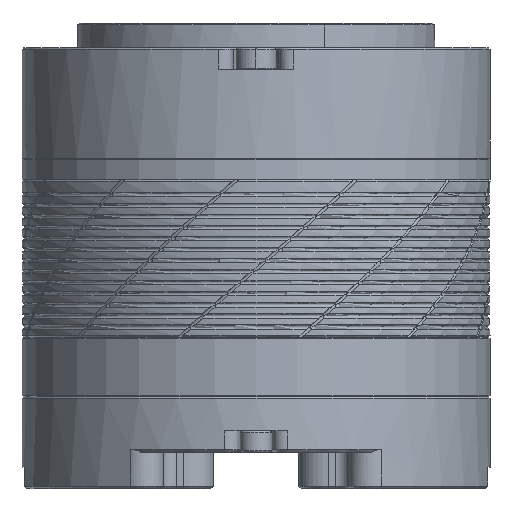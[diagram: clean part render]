
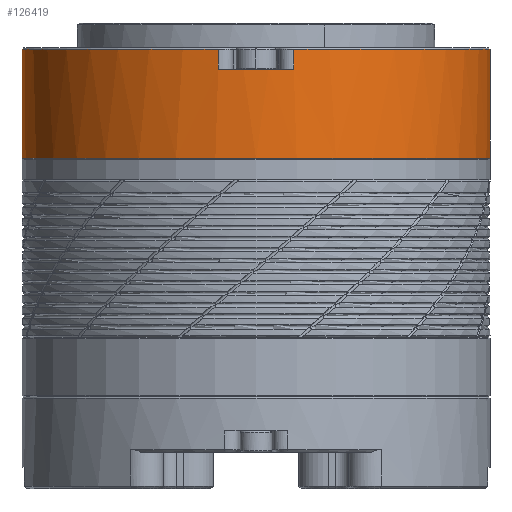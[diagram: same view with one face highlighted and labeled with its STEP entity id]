
A CAD part, left-side view. The second image highlights one B-rep face of the part: STEP entity #126419.
In plain terms, the highlighted cylindrical face has radius 27.5 mm (diameter 55 mm), a partial arc.
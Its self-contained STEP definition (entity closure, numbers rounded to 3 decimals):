
#39660=CARTESIAN_POINT('',(0.,0.,13.05));
#39661=DIRECTION('',(0.,0.,1.));
#39662=DIRECTION('',(0.,1.,0.));
#39663=AXIS2_PLACEMENT_3D('',#39660,#39661,#39662);
#39669=DIRECTION('',(0.,0.,-1.));
#39670=VECTOR('',#39669,2.35);
#39671=CARTESIAN_POINT('',(-27.139,4.441,
25.85));
#39672=LINE('',#39671,#39670);
#39673=DIRECTION('',(0.,0.,1.));
#39674=VECTOR('',#39673,2.35);
#39675=CARTESIAN_POINT('',(-27.139,-4.441,23.5));
#39676=LINE('',#39675,#39674);
#39677=DIRECTION('',(0.,0.,1.));
#39678=VECTOR('',#39677,12.8);
#39679=CARTESIAN_POINT('',(0.,27.5,
13.05));
#39680=LINE('',#39679,#39678);
#39681=CARTESIAN_POINT('',(0.,0.,25.85));
#39682=DIRECTION('',(0.,0.,-1.));
#39683=DIRECTION('',(-0.987,0.161,0.));
#39684=AXIS2_PLACEMENT_3D('',#39681,#39682,#39683);
#39695=DIRECTION('',(0.,0.,1.));
#39696=VECTOR('',#39695,12.8);
#39697=CARTESIAN_POINT('',(0.,-27.5,
13.05));
#39698=LINE('',#39697,#39696);
#39712=CARTESIAN_POINT('',(0.,0.,25.85));
#39713=DIRECTION('',(0.,0.,-1.));
#39714=DIRECTION('',(0.,-1.,0.));
#39715=AXIS2_PLACEMENT_3D('',#39712,#39713,#39714);
#40500=CARTESIAN_POINT('',(0.,0.,23.5));
#40501=DIRECTION('',(0.,0.,-1.));
#40502=DIRECTION('',(-0.987,-0.161,0.));
#40503=AXIS2_PLACEMENT_3D('',#40500,#40501,#40502);
#59036=CARTESIAN_POINT('',(0.,-27.5,
13.05));
#59037=VERTEX_POINT('',#59036);
#59038=CARTESIAN_POINT('',(0.,27.5,
13.05));
#59039=VERTEX_POINT('',#59038);
#59040=CARTESIAN_POINT('',(-27.139,4.441,
25.85));
#59041=CARTESIAN_POINT('',(0.,27.5,
25.85));
#59042=VERTEX_POINT('',#59040);
#59043=VERTEX_POINT('',#59041);
#59044=CARTESIAN_POINT('',(-27.139,4.441,23.5));
#59045=VERTEX_POINT('',#59044);
#59046=CARTESIAN_POINT('',(-27.139,-4.441,23.5));
#59047=VERTEX_POINT('',#59046);
#59048=CARTESIAN_POINT('',(-27.139,-4.441,25.85));
#59049=VERTEX_POINT('',#59048);
#59050=CARTESIAN_POINT('',(0.,-27.5,25.85));
#59051=VERTEX_POINT('',#59050);
#126397=CARTESIAN_POINT('',(0.,0.,26.));
#126398=DIRECTION('',(0.,0.,1.));
#126399=DIRECTION('',(0.,-1.,0.));
#126400=AXIS2_PLACEMENT_3D('',#126397,#126398,#126399);
#126401=CYLINDRICAL_SURFACE('',#126400,27.5);
#126403=ORIENTED_EDGE('',*,*,#126402,.F.);
#126405=ORIENTED_EDGE('',*,*,#126404,.T.);
#126407=ORIENTED_EDGE('',*,*,#126406,.F.);
#126409=ORIENTED_EDGE('',*,*,#126408,.T.);
#126411=ORIENTED_EDGE('',*,*,#126410,.F.);
#126413=ORIENTED_EDGE('',*,*,#126412,.F.);
#126414=ORIENTED_EDGE('',*,*,#126384,.F.);
#126416=ORIENTED_EDGE('',*,*,#126415,.T.);
#126417=EDGE_LOOP('',(#126403,#126405,#126407,#126409,#126411,#126413,#126414,
#126416));
#126418=FACE_OUTER_BOUND('',#126417,.F.);
#126419=ADVANCED_FACE('',(#126418),#126401,.T.);
#39664=CIRCLE('',#39663,27.5);
#39685=CIRCLE('',#39684,27.5);
#39716=CIRCLE('',#39715,27.5);
#40504=CIRCLE('',#40503,27.5);
#126384=EDGE_CURVE('',#59039,#59037,#39664,.T.);
#126402=EDGE_CURVE('',#59042,#59043,#39685,.T.);
#126404=EDGE_CURVE('',#59042,#59045,#39672,.T.);
#126406=EDGE_CURVE('',#59047,#59045,#40504,.T.);
#126408=EDGE_CURVE('',#59047,#59049,#39676,.T.);
#126410=EDGE_CURVE('',#59051,#59049,#39716,.T.);
#126412=EDGE_CURVE('',#59037,#59051,#39698,.T.);
#126415=EDGE_CURVE('',#59039,#59043,#39680,.T.);
